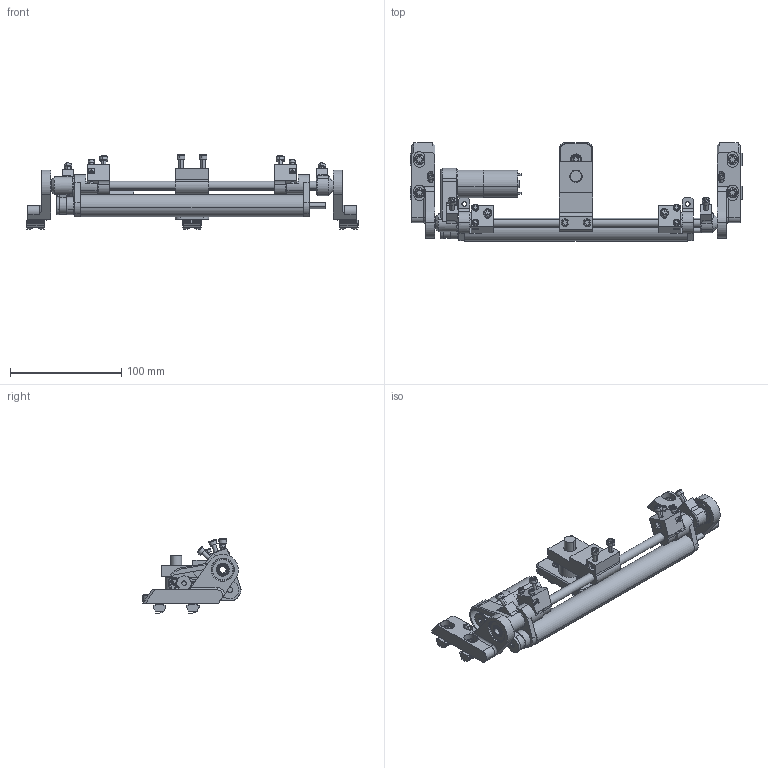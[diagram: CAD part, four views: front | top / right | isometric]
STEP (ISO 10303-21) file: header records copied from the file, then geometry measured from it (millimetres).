
FILE_DESCRIPTION (( 'STEP AP214' ), '1' );
FILE_NAME ('OA-Y21-A01-00.STEP', '2018-12-08T11:48:13', ( '' ), ( '' ), 'SwSTEP 2.0', 'SolidWorks 2014', '' );
FILE_SCHEMA (( 'AUTOMOTIVE_DESIGN' ));
Length unit declared in the file: millimetre
Products named in the file (28): GT2 pulley 20T 6mm; OA-Y21-P02-00; OA-Y21-P05-00; HNTAP6-4; OA-Y21-P01-00-M; Universal 25mm gear motor; OA-Y21-P04-00; 608 bearing; OA-Y21-P01-00; DIN 0912 M4x12; DIN 0912 M3x6; GT2 x 6mm Timing belt L120 Closed; DIN 0125-1A M4; OA-Y21-P06-00; OA-Y21-P03-00-M; OA-Y21-P03-00; OA-Y21-A01-00; SSFRHQ20-200-F20-P5-T20-Q5; OA-Y21-P08-00; DIN 0985 M4; OA-Y20-P07-00; DIN 0912 M4x20; DIN 0912 M3x20; Solenoid nmm; 685 bearing; DIN 0985 M3; DIN 7991 M10x20; OA-Y21-P09-00
Assembly tree (69 placements, depth 2):
  OA-Y21-A01-00
    OA-Y21-P01-00
    608 bearing  x2
    OA-Y21-P01-00-M
    OA-Y21-P02-00
    SSFRHQ20-200-F20-P5-T20-Q5
    GT2 pulley 20T 6mm
    Universal 25mm gear motor
    GT2 x 6mm Timing belt L120 Closed
    OA-Y20-P07-00
    685 bearing  x2
    OA-Y21-P03-00
    OA-Y21-P03-00-M
    OA-Y21-P04-00
    OA-Y21-P05-00
    OA-Y21-P06-00
    Solenoid nmm
    OA-Y21-P08-00
    DIN 0125-1A M4  x6
    OA-Y21-P09-00  x2
    DIN 0912 M4x12  x6
    HNTAP6-4  x6
    DIN 0912 M3x6  x3
    DIN 0985 M3  x6
    DIN 0912 M3x20  x6
    DIN 0985 M4  x8
    DIN 0912 M4x20  x6
    DIN 7991 M10x20
Bounding box: 299 x 88.5 x 67.2 mm (x, y, z)
Volume: 236894.8 mm3; surface area: 110394.7 mm2
Topology: 69 solids, 69 shells, 1949 faces, 4707 edges, 2985 vertices
Faces by surface type: plane 918, cylinder 611, cone 346, torus 74
Entity records: 30626 total; most frequent: CARTESIAN_POINT 5648, DIRECTION 5187, ORIENTED_EDGE 4690, EDGE_CURVE 2345, AXIS2_PLACEMENT_3D 1930, VERTEX_POINT 1507, VECTOR 1327, LINE 1327
